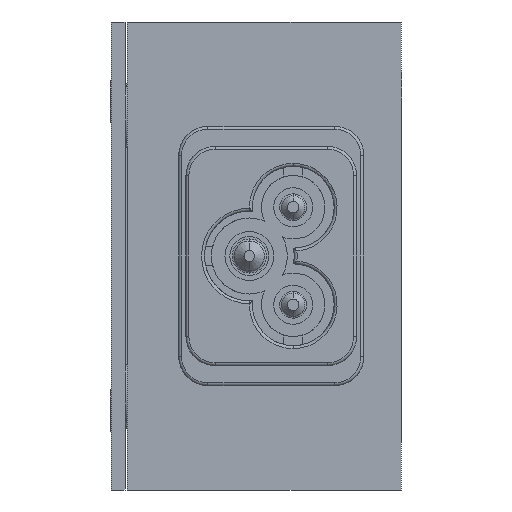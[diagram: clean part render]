
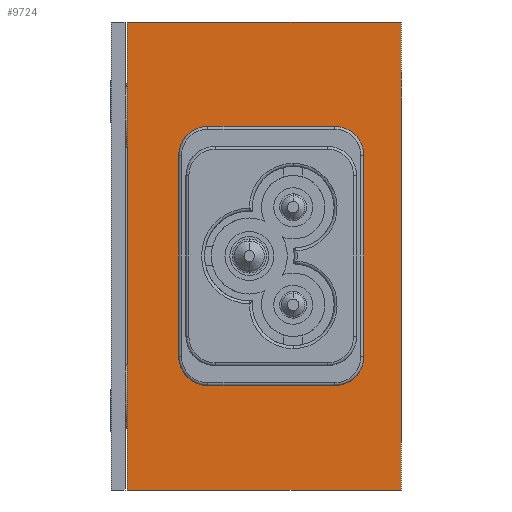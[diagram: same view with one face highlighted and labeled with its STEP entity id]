
A CAD part, left-side view. The second image highlights one B-rep face of the part: STEP entity #9724.
In plain terms, the highlighted planar face has unit normal (-1, 0, 0).
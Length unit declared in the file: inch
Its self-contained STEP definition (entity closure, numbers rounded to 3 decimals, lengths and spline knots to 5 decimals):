
#1483 = CARTESIAN_POINT ( 'NONE',  ( -1.5, -0.086, 0.179 ) ) ;
#1590 = DIRECTION ( 'NONE',  ( 0., 0., 1. ) ) ;
#1906 = VERTEX_POINT ( 'NONE', #25889 ) ;
#1915 = CARTESIAN_POINT ( 'NONE',  ( -1.5, -0.553, -0.945 ) ) ;
#1959 = ORIENTED_EDGE ( 'NONE', *, *, #11024, .F. ) ;
#1992 = EDGE_LOOP ( 'NONE', ( #27904, #17117, #1959, #20229, #18033, #14608, #28903 ) ) ;
#2341 = ORIENTED_EDGE ( 'NONE', *, *, #8828, .T. ) ;
#2454 = VECTOR ( 'NONE', #4756, 39.37008 ) ;
#2541 = VERTEX_POINT ( 'NONE', #32484 ) ;
#2902 = LINE ( 'NONE', #18228, #11502 ) ;
#3213 = CARTESIAN_POINT ( 'NONE',  ( -1.5, 0.553, 0.945 ) ) ;
#3218 = VECTOR ( 'NONE', #17676, 39.37008 ) ;
#3627 = FACE_OUTER_BOUND ( 'NONE', #20715, .T. ) ;
#4108 = CARTESIAN_POINT ( 'NONE',  ( -1.5, -0.553, -0.945 ) ) ;
#4246 = VECTOR ( 'NONE', #13202, 39.37008 ) ;
#4756 = DIRECTION ( 'NONE',  ( 0., -1., 0. ) ) ;
#5484 = CARTESIAN_POINT ( 'NONE',  ( -1.5, 0.068, 0. ) ) ;
#5702 = CARTESIAN_POINT ( 'NONE',  ( -1.5, 0.08886, -0.336 ) ) ;
#5771 = LINE ( 'NONE', #11278, #24414 ) ;
#6710 = CARTESIAN_POINT ( 'NONE',  ( -1.5, 0.24658, 0.16034 ) ) ;
#7109 = LINE ( 'NONE', #11466, #32641 ) ;
#7869 = CIRCLE ( 'NONE', #31299, 0.235 ) ;
#8395 = CARTESIAN_POINT ( 'NONE',  ( -1.5, -0.086, -0.179 ) ) ;
#8664 = CARTESIAN_POINT ( 'NONE',  ( -1.5, 0.24658, -0.16034 ) ) ;
#8828 = EDGE_CURVE ( 'NONE', #2541, #29003, #9928, .T. ) ;
#9104 = LINE ( 'NONE', #26950, #27726 ) ;
#9347 = VERTEX_POINT ( 'NONE', #3213 ) ;
#9357 = CARTESIAN_POINT ( 'NONE',  ( -1.5, 0.08886, -0.336 ) ) ;
#9595 = VERTEX_POINT ( 'NONE', #10171 ) ;
#9724 = ADVANCED_FACE ( 'NONE', ( #13781, #3627 ), #23974, .T. ) ;
#9928 = LINE ( 'NONE', #1915, #2454 ) ;
#10074 = AXIS2_PLACEMENT_3D ( 'NONE', #8395, #12898, #15866 ) ;
#10171 = CARTESIAN_POINT ( 'NONE',  ( -1.5, -0.553, 0.945 ) ) ;
#10652 = DIRECTION ( 'NONE',  ( 0., 0., 1. ) ) ;
#11024 = EDGE_CURVE ( 'NONE', #15605, #19966, #23985, .T. ) ;
#11278 = CARTESIAN_POINT ( 'NONE',  ( -1.5, 0.553, -0.945 ) ) ;
#11466 = CARTESIAN_POINT ( 'NONE',  ( -1.5, -0.553, -0.945 ) ) ;
#11502 = VECTOR ( 'NONE', #17899, 39.37008 ) ;
#11658 = DIRECTION ( 'NONE',  ( -1., 0., 0. ) ) ;
#12094 = ORIENTED_EDGE ( 'NONE', *, *, #21203, .T. ) ;
#12754 = CIRCLE ( 'NONE', #10074, 0.235 ) ;
#12898 = DIRECTION ( 'NONE',  ( -1., 0., 0. ) ) ;
#13202 = DIRECTION ( 'NONE',  ( 0., -0.668, -0.744 ) ) ;
#13691 = LINE ( 'NONE', #5702, #4246 ) ;
#13781 = FACE_BOUND ( 'NONE', #1992, .T. ) ;
#14608 = ORIENTED_EDGE ( 'NONE', *, *, #18950, .F. ) ;
#15605 = VERTEX_POINT ( 'NONE', #6710 ) ;
#15866 = DIRECTION ( 'NONE',  ( 0., 0., -1. ) ) ;
#16303 = EDGE_CURVE ( 'NONE', #29036, #15605, #2902, .T. ) ;
#16605 = DIRECTION ( 'NONE',  ( 0., 0., 1. ) ) ;
#17096 = CARTESIAN_POINT ( 'NONE',  ( -1.5, 0.08886, 0.336 ) ) ;
#17117 = ORIENTED_EDGE ( 'NONE', *, *, #31702, .F. ) ;
#17676 = DIRECTION ( 'NONE',  ( 0., 0., 1. ) ) ;
#17899 = DIRECTION ( 'NONE',  ( 0., 0.668, -0.744 ) ) ;
#18033 = ORIENTED_EDGE ( 'NONE', *, *, #21897, .F. ) ;
#18228 = CARTESIAN_POINT ( 'NONE',  ( -1.5, 0.08886, 0.336 ) ) ;
#18950 = EDGE_CURVE ( 'NONE', #1906, #25135, #7869, .T. ) ;
#19215 = ORIENTED_EDGE ( 'NONE', *, *, #27217, .F. ) ;
#19966 = VERTEX_POINT ( 'NONE', #8664 ) ;
#20099 = ORIENTED_EDGE ( 'NONE', *, *, #31191, .F. ) ;
#20164 = LINE ( 'NONE', #30341, #3218 ) ;
#20229 = ORIENTED_EDGE ( 'NONE', *, *, #16303, .F. ) ;
#20408 = VERTEX_POINT ( 'NONE', #9357 ) ;
#20715 = EDGE_LOOP ( 'NONE', ( #20099, #19215, #2341, #12094 ) ) ;
#21203 = EDGE_CURVE ( 'NONE', #29003, #9595, #7109, .T. ) ;
#21757 = DIRECTION ( 'NONE',  ( 0., -1., 0. ) ) ;
#21790 = AXIS2_PLACEMENT_3D ( 'NONE', #4108, #29457, #1590 ) ;
#21897 = EDGE_CURVE ( 'NONE', #25135, #29036, #30015, .T. ) ;
#22920 = DIRECTION ( 'NONE',  ( 0., 0., 1. ) ) ;
#23666 = DIRECTION ( 'NONE',  ( -1., 0., 0. ) ) ;
#23974 = PLANE ( 'NONE',  #21790 ) ;
#23985 = CIRCLE ( 'NONE', #27155, 0.24 ) ;
#24308 = CARTESIAN_POINT ( 'NONE',  ( -1.5, -0.553, -0.945 ) ) ;
#24414 = VECTOR ( 'NONE', #26456, 39.37008 ) ;
#25135 = VERTEX_POINT ( 'NONE', #31523 ) ;
#25889 = CARTESIAN_POINT ( 'NONE',  ( -1.5, -0.321, 0.179 ) ) ;
#26456 = DIRECTION ( 'NONE',  ( 0., 0., 1. ) ) ;
#26851 = AXIS2_PLACEMENT_3D ( 'NONE', #1483, #11658, #29507 ) ;
#26950 = CARTESIAN_POINT ( 'NONE',  ( -1.5, -0.553, 0.945 ) ) ;
#27155 = AXIS2_PLACEMENT_3D ( 'NONE', #5484, #23666, #10652 ) ;
#27217 = EDGE_CURVE ( 'NONE', #2541, #9347, #5771, .T. ) ;
#27596 = CARTESIAN_POINT ( 'NONE',  ( -1.5, -0.086, 0.179 ) ) ;
#27726 = VECTOR ( 'NONE', #21757, 39.37008 ) ;
#27904 = ORIENTED_EDGE ( 'NONE', *, *, #28028, .F. ) ;
#27930 = CARTESIAN_POINT ( 'NONE',  ( -1.5, -0.321, -0.179 ) ) ;
#27931 = DIRECTION ( 'NONE',  ( -1., 0., 0. ) ) ;
#28028 = EDGE_CURVE ( 'NONE', #20408, #31295, #12754, .T. ) ;
#28903 = ORIENTED_EDGE ( 'NONE', *, *, #30705, .F. ) ;
#29003 = VERTEX_POINT ( 'NONE', #24308 ) ;
#29036 = VERTEX_POINT ( 'NONE', #17096 ) ;
#29457 = DIRECTION ( 'NONE',  ( -1., 0., 0. ) ) ;
#29507 = DIRECTION ( 'NONE',  ( 0., 0., 1. ) ) ;
#30015 = CIRCLE ( 'NONE', #26851, 0.235 ) ;
#30341 = CARTESIAN_POINT ( 'NONE',  ( -1.5, -0.321, -0.179 ) ) ;
#30705 = EDGE_CURVE ( 'NONE', #31295, #1906, #20164, .T. ) ;
#31191 = EDGE_CURVE ( 'NONE', #9347, #9595, #9104, .T. ) ;
#31295 = VERTEX_POINT ( 'NONE', #27930 ) ;
#31299 = AXIS2_PLACEMENT_3D ( 'NONE', #27596, #27931, #22920 ) ;
#31523 = CARTESIAN_POINT ( 'NONE',  ( -1.5, -0.086, 0.414 ) ) ;
#31702 = EDGE_CURVE ( 'NONE', #19966, #20408, #13691, .T. ) ;
#32484 = CARTESIAN_POINT ( 'NONE',  ( -1.5, 0.553, -0.945 ) ) ;
#32641 = VECTOR ( 'NONE', #16605, 39.37008 ) ;
